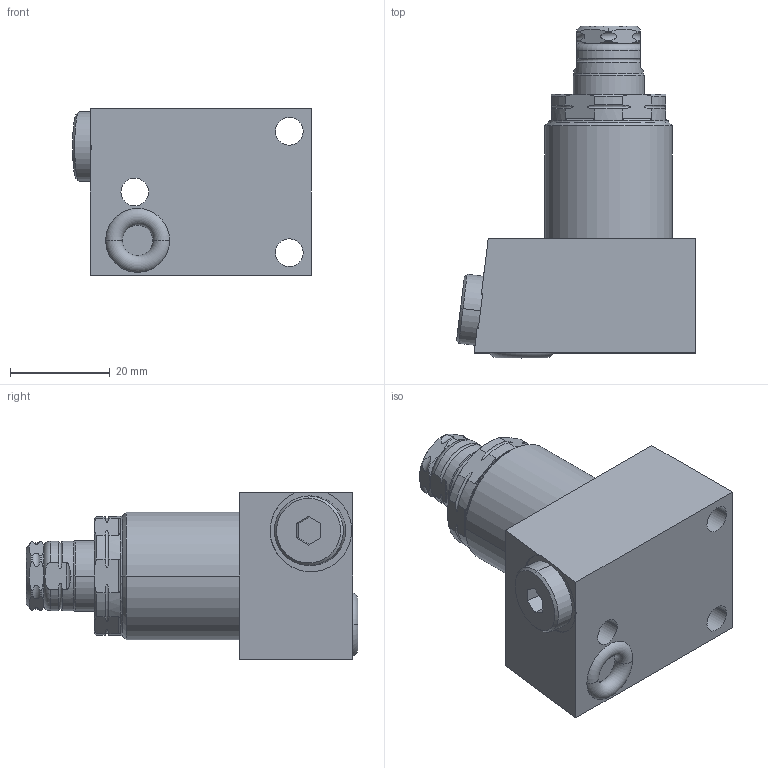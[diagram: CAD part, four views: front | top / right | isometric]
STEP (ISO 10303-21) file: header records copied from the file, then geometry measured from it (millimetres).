
FILE_DESCRIPTION((''),'2;1');
FILE_NAME('ILCMV41080610','2020-03-20T',('Mjust'),(''),'PRO/ENGINEER BY PARAMETRIC TECHNOLOGY CORPORATION, 2017170','PRO/ENGINEER BY PARAMETRIC TECHNOLOGY CORPORATION, 2017170','');
FILE_SCHEMA(('AUTOMOTIVE_DESIGN { 1 0 10303 214 1 1 1 1 }'));
Length unit declared in the file: millimetre
Products named in the file (1): ILCMV41080610
Bounding box: 47.98 x 66.66 x 33.35 mm (x, y, z)
Volume: 48078.2 mm3; surface area: 10978.5 mm2
Topology: 1 solids, 1 shells, 142 faces, 362 edges, 230 vertices
Faces by surface type: cylinder 55, plane 41, torus 24, cone 22
Entity records: 6671 total; most frequent: CARTESIAN_POINT 2101, ORIENTED_EDGE 724, DIRECTION 712, PRESENTATION_STYLE_ASSIGNMENT 363, STYLED_ITEM 363, CURVE_STYLE 362, EDGE_CURVE 362, AXIS2_PLACEMENT_3D 286
